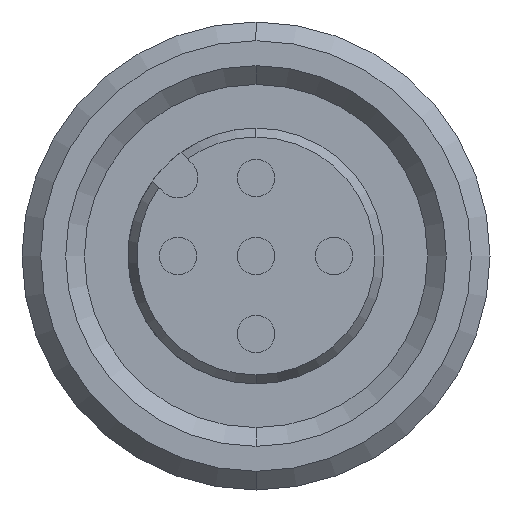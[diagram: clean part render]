
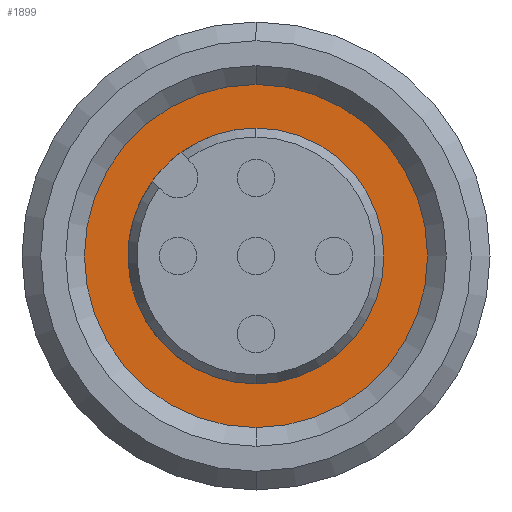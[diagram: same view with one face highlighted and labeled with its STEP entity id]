
A CAD part, left-side view. The second image highlights one B-rep face of the part: STEP entity #1899.
In plain terms, the highlighted planar face has unit normal (-1, 0, 0).
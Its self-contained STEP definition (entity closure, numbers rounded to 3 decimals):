
#38 = VERTEX_POINT ( 'NONE', #2357 ) ;
#110 = VERTEX_POINT ( 'NONE', #1264 ) ;
#164 = VERTEX_POINT ( 'NONE', #811 ) ;
#178 = CARTESIAN_POINT ( 'NONE',  ( -5.2, 0., -4.8 ) ) ;
#233 = ORIENTED_EDGE ( 'NONE', *, *, #1063, .T. ) ;
#311 = EDGE_LOOP ( 'NONE', ( #1389, #1428 ) ) ;
#559 = CARTESIAN_POINT ( 'NONE',  ( -5.2, 0., 0. ) ) ;
#617 = DIRECTION ( 'NONE',  ( 0., -1., 0. ) ) ;
#776 = DIRECTION ( 'NONE',  ( 0., 0., -1. ) ) ;
#788 = AXIS2_PLACEMENT_3D ( 'NONE', #2286, #1022, #2504 ) ;
#811 = CARTESIAN_POINT ( 'NONE',  ( -5.2, 0., 4.1 ) ) ;
#846 = CIRCLE ( 'NONE', #1854, 5.5 ) ;
#895 = ORIENTED_EDGE ( 'NONE', *, *, #1984, .T. ) ;
#968 = CARTESIAN_POINT ( 'NONE',  ( -5.2, 0., 0. ) ) ;
#998 = AXIS2_PLACEMENT_3D ( 'NONE', #178, #1893, #617 ) ;
#1022 = DIRECTION ( 'NONE',  ( -1., 0., 0. ) ) ;
#1063 = EDGE_CURVE ( 'NONE', #38, #110, #1872, .T. ) ;
#1109 = EDGE_CURVE ( 'NONE', #164, #1521, #2364, .T. ) ;
#1180 = DIRECTION ( 'NONE',  ( 0., 0., -1. ) ) ;
#1209 = AXIS2_PLACEMENT_3D ( 'NONE', #968, #2447, #1180 ) ;
#1264 = CARTESIAN_POINT ( 'NONE',  ( -5.2, 0., 5.5 ) ) ;
#1281 = CARTESIAN_POINT ( 'NONE',  ( -5.2, 0., 0. ) ) ;
#1389 = ORIENTED_EDGE ( 'NONE', *, *, #2630, .F. ) ;
#1407 = EDGE_LOOP ( 'NONE', ( #233, #895 ) ) ;
#1428 = ORIENTED_EDGE ( 'NONE', *, *, #1109, .F. ) ;
#1497 = DIRECTION ( 'NONE',  ( 0., 0., -1. ) ) ;
#1521 = VERTEX_POINT ( 'NONE', #1652 ) ;
#1602 = FACE_BOUND ( 'NONE', #311, .T. ) ;
#1652 = CARTESIAN_POINT ( 'NONE',  ( -5.2, 0., -4.1 ) ) ;
#1780 = AXIS2_PLACEMENT_3D ( 'NONE', #559, #2044, #776 ) ;
#1854 = AXIS2_PLACEMENT_3D ( 'NONE', #1281, #2761, #1497 ) ;
#1872 = CIRCLE ( 'NONE', #1209, 5.5 ) ;
#1893 = DIRECTION ( 'NONE',  ( -1., 0., 0. ) ) ;
#1899 = ADVANCED_FACE ( 'NONE', ( #2167, #1602 ), #2718, .T. ) ;
#1984 = EDGE_CURVE ( 'NONE', #110, #38, #846, .T. ) ;
#2044 = DIRECTION ( 'NONE',  ( -1., 0., 0. ) ) ;
#2103 = CIRCLE ( 'NONE', #788, 4.1 ) ;
#2167 = FACE_OUTER_BOUND ( 'NONE', #1407, .T. ) ;
#2286 = CARTESIAN_POINT ( 'NONE',  ( -5.2, 0., 0. ) ) ;
#2357 = CARTESIAN_POINT ( 'NONE',  ( -5.2, 0., -5.5 ) ) ;
#2364 = CIRCLE ( 'NONE', #1780, 4.1 ) ;
#2447 = DIRECTION ( 'NONE',  ( -1., 0., 0. ) ) ;
#2504 = DIRECTION ( 'NONE',  ( 0., 0., -1. ) ) ;
#2630 = EDGE_CURVE ( 'NONE', #1521, #164, #2103, .T. ) ;
#2718 = PLANE ( 'NONE',  #998 ) ;
#2761 = DIRECTION ( 'NONE',  ( -1., 0., 0. ) ) ;
